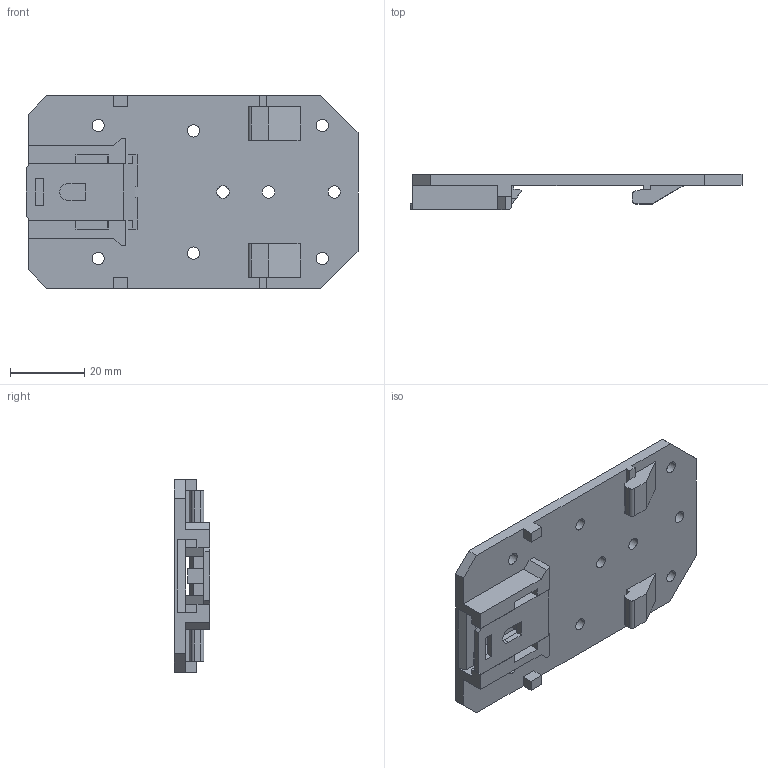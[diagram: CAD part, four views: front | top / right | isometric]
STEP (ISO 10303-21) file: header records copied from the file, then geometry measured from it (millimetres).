
FILE_DESCRIPTION(('SolidDesigner STEP Export'),'2;1');
FILE_NAME('UTA_89.stp','2007-03-08T 9:02:42',(''),(''),'OneSpace Designer STEP processor for AP214 (Solid Model)','OneSpace Designer 14.50 18-Oct-2006 (C) CoCreate Software GmbH','');
FILE_SCHEMA(('AUTOMOTIVE_DESIGN { 1 0 10303 214 1 1 1 1 }'));
Length unit declared in the file: millimetre
Products named in the file (3): UTA_FUSSRIEGEL-30_H.Select__00408137; UTA_89_PLATTE_H.Select__00408133; UTA_89_H.Select__00408142
Assembly tree (2 placements, depth 2):
  UTA_89_H.Select__00408142
    UTA_89_PLATTE_H.Select__00408133
    UTA_FUSSRIEGEL-30_H.Select__00408137
Bounding box: 89.65 x 9.6 x 52 mm (x, y, z)
Volume: 16939.6 mm3; surface area: 13213.6 mm2
Topology: 2 solids, 2 shells, 161 faces, 446 edges, 290 vertices
Faces by surface type: plane 119, cylinder 24, cone 18
Entity records: 6145 total; most frequent: ORIENTED_EDGE 892, CARTESIAN_POINT 835, DIRECTION 719, EDGE_CURVE 446, VECTOR 371, LINE 371, VERTEX_POINT 290, EDGE_LOOP 184
